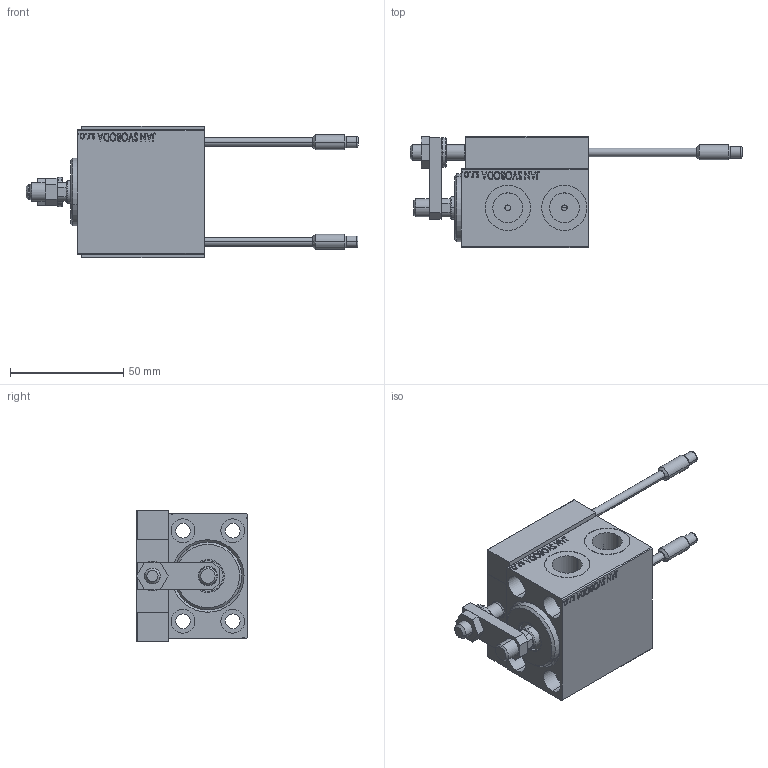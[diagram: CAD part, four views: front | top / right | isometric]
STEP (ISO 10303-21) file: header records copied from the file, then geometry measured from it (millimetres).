
FILE_DESCRIPTION (( 'STEP AP203' ), '1' );
FILE_NAME ('4fd3.STEP', '2022-04-17T14:03:56', ( '' ), ( '' ), 'SwSTEP 2.0', 'SolidWorks 2019', '' );
FILE_SCHEMA (( 'CONFIG_CONTROL_DESIGN' ));
Length unit declared in the file: millimetre
Products named in the file (16): MAGNET fe2a90032ce038d9da98cb47fecca449; ALLEN BOLT D8 fe2a90032ce038d9da98cb47fecca449; NUT_D12 fe2a90032ce038d9da98cb47fecca449; ALLEN BOLT D5 fe2a90032ce038d9da98cb47fecca449; V450CM_VC_B fe2a90032ce038d9da98cb47fecca449; V450CM_MALE_METRIC fe2a90032ce038d9da98cb47fecca449; V450CM_C_VCP fe2a90032ce038d9da98cb47fecca449; TYC_L79 fe2a90032ce038d9da98cb47fecca449; SWITCH DIM B,W fe2a90032ce038d9da98cb47fecca449; KONCOVKA_Y fe2a90032ce038d9da98cb47fecca449; Block fe2a90032ce038d9da98cb47fecca449; 4fd3; V450CM_C_Body fe2a90032ce038d9da98cb47fecca449; SWITCH_X_FRONT_BACK fe2a90032ce038d9da98cb47fecca449; ZARAZKA fe2a90032ce038d9da98cb47fecca449; SWITCH X fe2a90032ce038d9da98cb47fecca449
Assembly tree (25 placements, depth 3):
  4fd3
    V450CM_C_Body fe2a90032ce038d9da98cb47fecca449
    SWITCH X fe2a90032ce038d9da98cb47fecca449
      SWITCH_X_FRONT_BACK fe2a90032ce038d9da98cb47fecca449  x2
      TYC_L79 fe2a90032ce038d9da98cb47fecca449
      Block fe2a90032ce038d9da98cb47fecca449  x2
      ALLEN BOLT D5 fe2a90032ce038d9da98cb47fecca449  x4
      ALLEN BOLT D8 fe2a90032ce038d9da98cb47fecca449  x4
      MAGNET fe2a90032ce038d9da98cb47fecca449  x2
      KONCOVKA_Y fe2a90032ce038d9da98cb47fecca449  x2
    NUT_D12 fe2a90032ce038d9da98cb47fecca449
    SWITCH DIM B,W fe2a90032ce038d9da98cb47fecca449
    ZARAZKA fe2a90032ce038d9da98cb47fecca449
    V450CM_C_VCP fe2a90032ce038d9da98cb47fecca449
    V450CM_VC_B fe2a90032ce038d9da98cb47fecca449
    V450CM_MALE_METRIC fe2a90032ce038d9da98cb47fecca449
Bounding box: 146.7 x 49 x 58 mm (x, y, z)
Volume: 137641.2 mm3; surface area: 52052.5 mm2
Topology: 24 solids, 24 shells, 1321 faces, 3149 edges, 2009 vertices
Faces by surface type: plane 567, bspline 380, cylinder 202, cone 118, torus 50, sphere 4
Entity records: 51099 total; most frequent: CARTESIAN_POINT 26100, ORIENTED_EDGE 5274, DIRECTION 3609, EDGE_CURVE 2637, VERTEX_POINT 1721, VECTOR 1505, LINE 1505, EDGE_LOOP 1224
